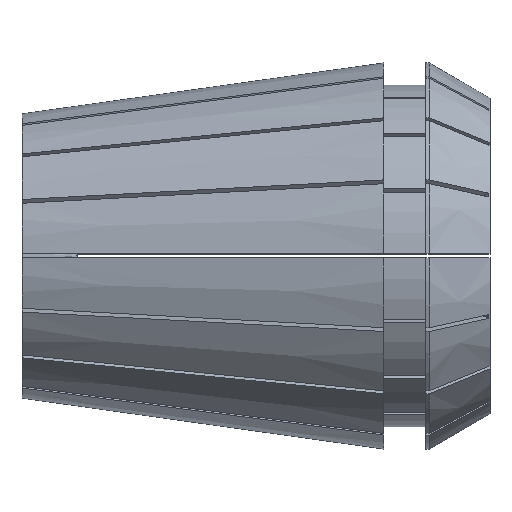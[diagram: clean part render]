
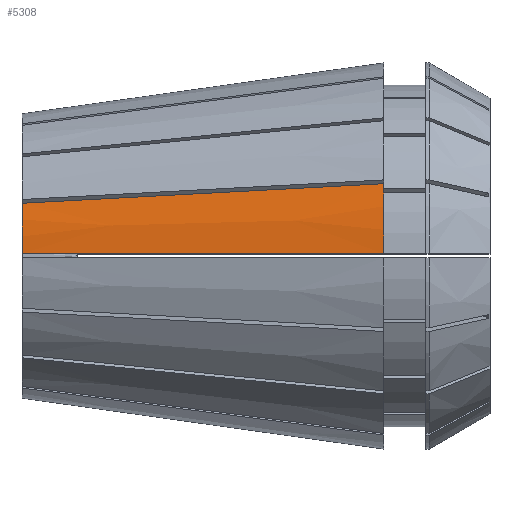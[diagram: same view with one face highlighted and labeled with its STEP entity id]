
A CAD part, top view. The second image highlights one B-rep face of the part: STEP entity #5308.
In plain terms, the highlighted conical face has half-angle 8 degrees and reference radius 16.5 mm.
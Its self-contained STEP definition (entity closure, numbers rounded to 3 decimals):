
#115 = ORIENTED_EDGE ( 'NONE', *, *, #1747, .T. ) ;
#335 = CARTESIAN_POINT ( 'NONE',  ( 27.57, 0.175, 16.031 ) ) ;
#360 = CARTESIAN_POINT ( 'NONE',  ( 1.277, 0.175, 12.336 ) ) ;
#366 = AXIS2_PLACEMENT_3D ( 'NONE', #2536, #573, #4112 ) ;
#491 = ORIENTED_EDGE ( 'NONE', *, *, #3249, .F. ) ;
#573 = DIRECTION ( 'NONE',  ( 1., 0., 0. ) ) ;
#1083 = ORIENTED_EDGE ( 'NONE', *, *, #6043, .T. ) ;
#1152 = CARTESIAN_POINT ( 'NONE',  ( 20.6, 5.598, 13.973 ) ) ;
#1351 = CONICAL_SURFACE ( 'NONE', #366, 16.5, 0.14 ) ;
#1747 = EDGE_CURVE ( 'NONE', #4714, #1987, #5435, .T. ) ;
#1797 = CARTESIAN_POINT ( 'NONE',  ( 30.9, 0.175, 16.499 ) ) ;
#1804 = EDGE_LOOP ( 'NONE', ( #1083, #115, #3729, #491 ) ) ;
#1987 = VERTEX_POINT ( 'NONE', #2421 ) ;
#2104 = CARTESIAN_POINT ( 'NONE',  ( 30.9, 0., 0. ) ) ;
#2317 = CARTESIAN_POINT ( 'NONE',  ( 25.906, 0.175, 15.797 ) ) ;
#2421 = CARTESIAN_POINT ( 'NONE',  ( 0., 4.49, 11.298 ) ) ;
#2536 = CARTESIAN_POINT ( 'NONE',  ( 30.9, 0., 0. ) ) ;
#2615 = DIRECTION ( 'NONE',  ( 0., 0., 1. ) ) ;
#2644 = CARTESIAN_POINT ( 'NONE',  ( 30.9, 0.175, 16.499 ) ) ;
#2655 = CARTESIAN_POINT ( 'NONE',  ( 30.9, 6.152, 15.31 ) ) ;
#2692 = EDGE_CURVE ( 'NONE', #5476, #1987, #6212, .T. ) ;
#2827 = CARTESIAN_POINT ( 'NONE',  ( 11.19, 0.175, 13.729 ) ) ;
#3038 = CIRCLE ( 'NONE', #6190, 16.5 ) ;
#3179 = CARTESIAN_POINT ( 'NONE',  ( 0., 0.175, 12.156 ) ) ;
#3249 = EDGE_CURVE ( 'NONE', #4460, #5476, #4598, .T. ) ;
#3337 = CARTESIAN_POINT ( 'NONE',  ( 2.555, 0.175, 12.515 ) ) ;
#3655 = CARTESIAN_POINT ( 'NONE',  ( 10.3, 5.044, 12.635 ) ) ;
#3729 = ORIENTED_EDGE ( 'NONE', *, *, #2692, .F. ) ;
#3880 = CARTESIAN_POINT ( 'NONE',  ( 0., 0.175, 12.156 ) ) ;
#4112 = DIRECTION ( 'NONE',  ( 0., 0., -1. ) ) ;
#4232 = CARTESIAN_POINT ( 'NONE',  ( 0., 4.49, 11.298 ) ) ;
#4252 = FACE_OUTER_BOUND ( 'NONE', #1804, .T. ) ;
#4374 = CARTESIAN_POINT ( 'NONE',  ( 29.235, 0.175, 16.265 ) ) ;
#4460 = VERTEX_POINT ( 'NONE', #2644 ) ;
#4528 = CARTESIAN_POINT ( 'NONE',  ( 30.9, 6.152, 15.31 ) ) ;
#4598 = B_SPLINE_CURVE_WITH_KNOTS ( 'NONE', 3,
 ( #1797, #4374, #335, #2317, #5935, #2827, #6450, #3337, #360, #3880 ),
 .UNSPECIFIED., .F., .F.,
 ( 4, 3, 3, 4 ),
 ( 0.064, 0.069, 0.091, 0.095 ),
 .UNSPECIFIED. ) ;
#4714 = VERTEX_POINT ( 'NONE', #4528 ) ;
#5308 = ADVANCED_FACE ( 'NONE', ( #4252 ), #1351, .T. ) ;
#5435 = B_SPLINE_CURVE_WITH_KNOTS ( 'NONE', 3,
 ( #2655, #1152, #3655, #4232 ),
 .UNSPECIFIED., .F., .F.,
 ( 4, 4 ),
 ( 0., 0.031 ),
 .UNSPECIFIED. ) ;
#5476 = VERTEX_POINT ( 'NONE', #3179 ) ;
#5726 = DIRECTION ( 'NONE',  ( -1., 0., 0. ) ) ;
#5920 = DIRECTION ( 'NONE',  ( 0., 0., 1. ) ) ;
#5935 = CARTESIAN_POINT ( 'NONE',  ( 18.548, 0.175, 14.763 ) ) ;
#5964 = DIRECTION ( 'NONE',  ( -1., 0., 0. ) ) ;
#6000 = AXIS2_PLACEMENT_3D ( 'NONE', #6025, #5964, #5920 ) ;
#6025 = CARTESIAN_POINT ( 'NONE',  ( 0., 0., 0. ) ) ;
#6043 = EDGE_CURVE ( 'NONE', #4460, #4714, #3038, .T. ) ;
#6190 = AXIS2_PLACEMENT_3D ( 'NONE', #2104, #5726, #2615 ) ;
#6212 = CIRCLE ( 'NONE', #6000, 12.158 ) ;
#6450 = CARTESIAN_POINT ( 'NONE',  ( 3.832, 0.175, 12.695 ) ) ;
